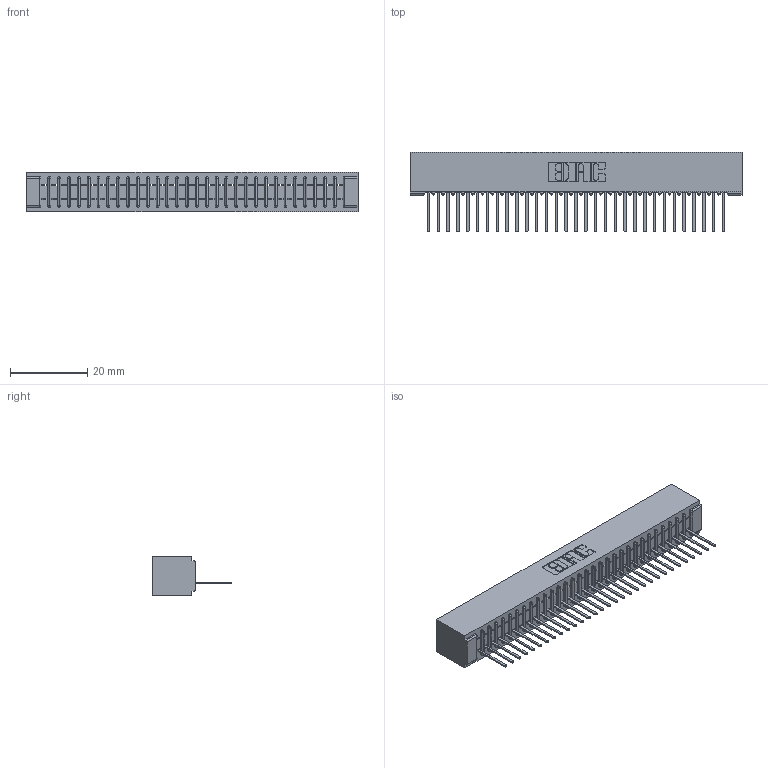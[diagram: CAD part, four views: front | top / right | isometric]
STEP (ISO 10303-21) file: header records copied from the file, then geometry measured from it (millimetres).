
FILE_DESCRIPTION (( 'STEP AP203' ), '1' );
FILE_NAME ('391-031-522-101.STEP', '2018-08-08T21:51:39', ( '' ), ( '' ), 'SwSTEP 2.0', 'SolidWorks 2016', '' );
FILE_SCHEMA (( 'CONFIG_CONTROL_DESIGN' ));
Length unit declared in the file: inch
Products named in the file (3): 341 Part_No Mounting Lugs; 341-292-001_341-292-122; 391-031-522-101
Assembly tree (32 placements, depth 2):
  391-031-522-101
    341 Part_No Mounting Lugs
    341-292-001_341-292-122  x31
Bounding box: 85.72 x 20.62 x 10.16 mm (x, y, z)
Volume: 6377.1 mm3; surface area: 10369.2 mm2
Topology: 32 solids, 32 shells, 2650 faces, 7639 edges, 4902 vertices
Faces by surface type: plane 1645, cylinder 881, sphere 64, torus 60
Entity records: 37712 total; most frequent: CARTESIAN_POINT 6402, ORIENTED_EDGE 6390, DIRECTION 6187, EDGE_CURVE 3195, LINE 2573, VECTOR 2573, VERTEX_POINT 2022, AXIS2_PLACEMENT_3D 1807
